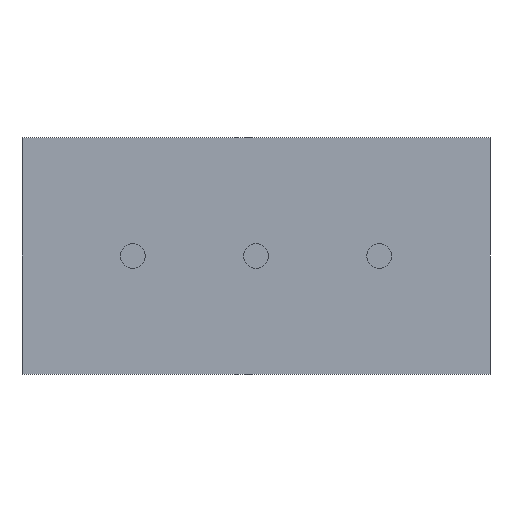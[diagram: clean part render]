
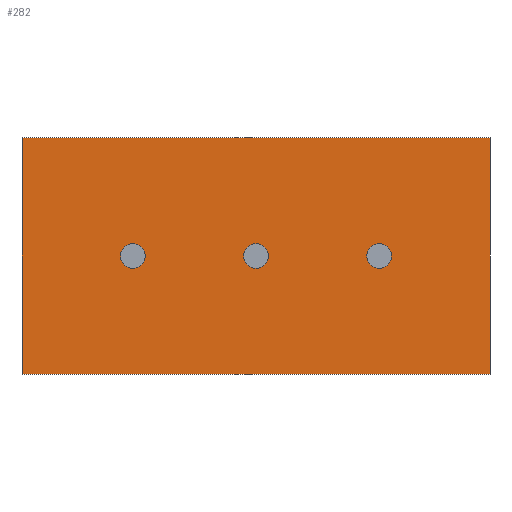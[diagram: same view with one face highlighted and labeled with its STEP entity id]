
A CAD part, front view. The second image highlights one B-rep face of the part: STEP entity #282.
In plain terms, the highlighted planar face has unit normal (0, -1, 0).
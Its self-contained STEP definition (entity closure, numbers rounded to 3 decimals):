
#3 = LINE ( 'NONE', #387, #165 ) ;
#10 = DIRECTION ( 'NONE',  ( 0., -1., 0. ) ) ;
#20 = EDGE_CURVE ( 'NONE', #314, #237, #24, .T. ) ;
#24 = LINE ( 'NONE', #87, #27 ) ;
#27 = VECTOR ( 'NONE', #286, 1000. ) ;
#28 = EDGE_CURVE ( 'NONE', #293, #271, #405, .T. ) ;
#31 = CARTESIAN_POINT ( 'NONE',  ( 7.25, 0., 2.4 ) ) ;
#40 = DIRECTION ( 'NONE',  ( 0., 0., 1. ) ) ;
#44 = ORIENTED_EDGE ( 'NONE', *, *, #20, .F. ) ;
#45 = DIRECTION ( 'NONE',  ( 0., -1., 0. ) ) ;
#55 = DIRECTION ( 'NONE',  ( 0., 0., -1. ) ) ;
#59 = VERTEX_POINT ( 'NONE', #198 ) ;
#63 = EDGE_CURVE ( 'NONE', #101, #401, #191, .T. ) ;
#66 = CARTESIAN_POINT ( 'NONE',  ( 2.25, 0., 2.4 ) ) ;
#71 = ORIENTED_EDGE ( 'NONE', *, *, #146, .F. ) ;
#74 = VERTEX_POINT ( 'NONE', #175 ) ;
#79 = CARTESIAN_POINT ( 'NONE',  ( 0., 0., 4.8 ) ) ;
#81 = EDGE_LOOP ( 'NONE', ( #374, #473 ) ) ;
#84 = CARTESIAN_POINT ( 'NONE',  ( 9.5, 0., 0. ) ) ;
#87 = CARTESIAN_POINT ( 'NONE',  ( 0., 0., 4.8 ) ) ;
#93 = ORIENTED_EDGE ( 'NONE', *, *, #63, .T. ) ;
#97 = LINE ( 'NONE', #138, #295 ) ;
#101 = VERTEX_POINT ( 'NONE', #384 ) ;
#110 = FACE_BOUND ( 'NONE', #81, .T. ) ;
#118 = CARTESIAN_POINT ( 'NONE',  ( 7.25, 0., 2.65 ) ) ;
#119 = DIRECTION ( 'NONE',  ( 0., 0., 1. ) ) ;
#125 = CARTESIAN_POINT ( 'NONE',  ( 0., 0., 4.8 ) ) ;
#131 = DIRECTION ( 'NONE',  ( 0., 0., 1. ) ) ;
#137 = AXIS2_PLACEMENT_3D ( 'NONE', #66, #294, #226 ) ;
#138 = CARTESIAN_POINT ( 'NONE',  ( 0., 0., 4.8 ) ) ;
#146 = EDGE_CURVE ( 'NONE', #271, #293, #304, .T. ) ;
#148 = AXIS2_PLACEMENT_3D ( 'NONE', #318, #10, #300 ) ;
#149 = EDGE_CURVE ( 'NONE', #59, #224, #338, .T. ) ;
#154 = ORIENTED_EDGE ( 'NONE', *, *, #278, .F. ) ;
#165 = VECTOR ( 'NONE', #55, 1000. ) ;
#175 = CARTESIAN_POINT ( 'NONE',  ( 4.75, 0., 2.15 ) ) ;
#176 = AXIS2_PLACEMENT_3D ( 'NONE', #382, #264, #131 ) ;
#178 = ORIENTED_EDGE ( 'NONE', *, *, #149, .F. ) ;
#191 = LINE ( 'NONE', #403, #208 ) ;
#193 = VERTEX_POINT ( 'NONE', #443 ) ;
#198 = CARTESIAN_POINT ( 'NONE',  ( 7.25, 0., 2.15 ) ) ;
#208 = VECTOR ( 'NONE', #393, 1000. ) ;
#209 = EDGE_CURVE ( 'NONE', #193, #74, #228, .T. ) ;
#216 = FACE_BOUND ( 'NONE', #421, .T. ) ;
#219 = AXIS2_PLACEMENT_3D ( 'NONE', #474, #45, #317 ) ;
#224 = VERTEX_POINT ( 'NONE', #118 ) ;
#226 = DIRECTION ( 'NONE',  ( 0., 0., 1. ) ) ;
#228 = CIRCLE ( 'NONE', #148, 0.25 ) ;
#237 = VERTEX_POINT ( 'NONE', #369 ) ;
#245 = EDGE_LOOP ( 'NONE', ( #154, #178 ) ) ;
#255 = CARTESIAN_POINT ( 'NONE',  ( 2.25, 0., 2.15 ) ) ;
#264 = DIRECTION ( 'NONE',  ( 0., -1., 0. ) ) ;
#271 = VERTEX_POINT ( 'NONE', #255 ) ;
#273 = EDGE_CURVE ( 'NONE', #74, #193, #378, .T. ) ;
#278 = EDGE_CURVE ( 'NONE', #224, #59, #404, .T. ) ;
#280 = FACE_BOUND ( 'NONE', #245, .T. ) ;
#282 = ADVANCED_FACE ( 'NONE', ( #280, #216, #110, #321 ), #334, .F. ) ;
#285 = EDGE_LOOP ( 'NONE', ( #93, #432, #44, #437 ) ) ;
#286 = DIRECTION ( 'NONE',  ( 1., 0., 0. ) ) ;
#287 = AXIS2_PLACEMENT_3D ( 'NONE', #377, #445, #119 ) ;
#293 = VERTEX_POINT ( 'NONE', #312 ) ;
#294 = DIRECTION ( 'NONE',  ( 0., -1., 0. ) ) ;
#295 = VECTOR ( 'NONE', #397, 1000. ) ;
#300 = DIRECTION ( 'NONE',  ( 0., 0., 1. ) ) ;
#301 = AXIS2_PLACEMENT_3D ( 'NONE', #125, #468, #459 ) ;
#304 = CIRCLE ( 'NONE', #137, 0.25 ) ;
#312 = CARTESIAN_POINT ( 'NONE',  ( 2.25, 0., 2.65 ) ) ;
#314 = VERTEX_POINT ( 'NONE', #79 ) ;
#317 = DIRECTION ( 'NONE',  ( 0., 0., 1. ) ) ;
#318 = CARTESIAN_POINT ( 'NONE',  ( 4.75, 0., 2.4 ) ) ;
#321 = FACE_OUTER_BOUND ( 'NONE', #285, .T. ) ;
#323 = EDGE_CURVE ( 'NONE', #237, #401, #3, .T. ) ;
#334 = PLANE ( 'NONE',  #301 ) ;
#338 = CIRCLE ( 'NONE', #176, 0.25 ) ;
#347 = EDGE_CURVE ( 'NONE', #314, #101, #97, .T. ) ;
#368 = ORIENTED_EDGE ( 'NONE', *, *, #28, .F. ) ;
#369 = CARTESIAN_POINT ( 'NONE',  ( 9.5, 0., 4.8 ) ) ;
#374 = ORIENTED_EDGE ( 'NONE', *, *, #209, .F. ) ;
#377 = CARTESIAN_POINT ( 'NONE',  ( 4.75, 0., 2.4 ) ) ;
#378 = CIRCLE ( 'NONE', #287, 0.25 ) ;
#382 = CARTESIAN_POINT ( 'NONE',  ( 7.25, 0., 2.4 ) ) ;
#384 = CARTESIAN_POINT ( 'NONE',  ( 0., 0., 0. ) ) ;
#387 = CARTESIAN_POINT ( 'NONE',  ( 9.5, 0., 4.8 ) ) ;
#393 = DIRECTION ( 'NONE',  ( 1., 0., 0. ) ) ;
#397 = DIRECTION ( 'NONE',  ( 0., 0., -1. ) ) ;
#401 = VERTEX_POINT ( 'NONE', #84 ) ;
#403 = CARTESIAN_POINT ( 'NONE',  ( 0., 0., 0. ) ) ;
#404 = CIRCLE ( 'NONE', #418, 0.25 ) ;
#405 = CIRCLE ( 'NONE', #219, 0.25 ) ;
#418 = AXIS2_PLACEMENT_3D ( 'NONE', #31, #438, #40 ) ;
#421 = EDGE_LOOP ( 'NONE', ( #368, #71 ) ) ;
#432 = ORIENTED_EDGE ( 'NONE', *, *, #323, .F. ) ;
#437 = ORIENTED_EDGE ( 'NONE', *, *, #347, .T. ) ;
#438 = DIRECTION ( 'NONE',  ( 0., -1., 0. ) ) ;
#443 = CARTESIAN_POINT ( 'NONE',  ( 4.75, 0., 2.65 ) ) ;
#445 = DIRECTION ( 'NONE',  ( 0., -1., 0. ) ) ;
#459 = DIRECTION ( 'NONE',  ( 0., 0., 1. ) ) ;
#468 = DIRECTION ( 'NONE',  ( 0., 1., 0. ) ) ;
#473 = ORIENTED_EDGE ( 'NONE', *, *, #273, .F. ) ;
#474 = CARTESIAN_POINT ( 'NONE',  ( 2.25, 0., 2.4 ) ) ;
